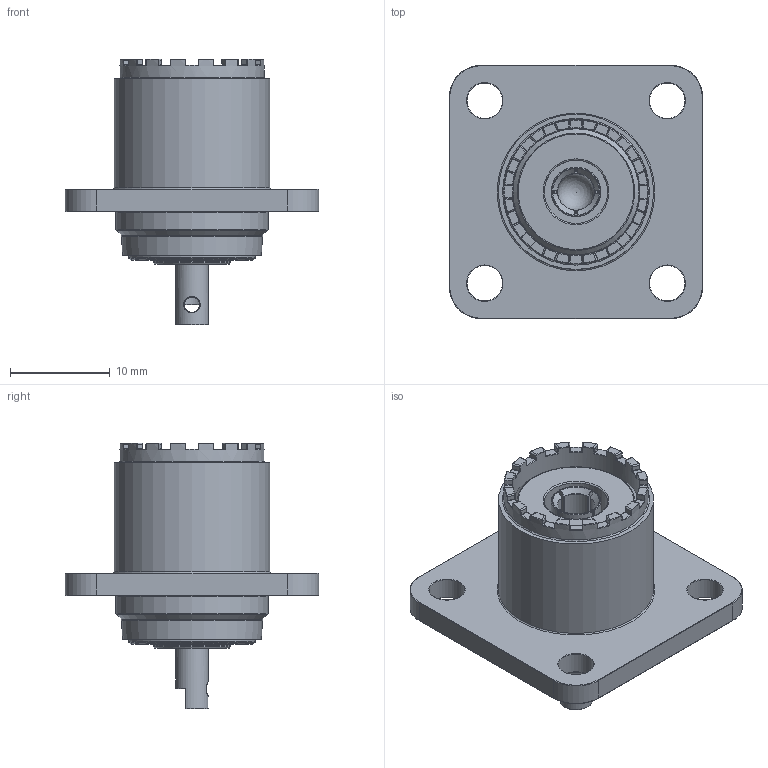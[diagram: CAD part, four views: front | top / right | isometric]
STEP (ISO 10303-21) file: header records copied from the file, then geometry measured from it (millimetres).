
FILE_DESCRIPTION(/* description */ (''),/* implementation_level */ '2;1');
FILE_NAME(/* name */ 'RS-SO-239.stp',/* time_stamp */ '2015-01-21T18:51:45-05:00',/* author */ ('Bail'),/* organization */ (''),/* preprocessor_version */ 'ST-DEVELOPER v15.2',/* originating_system */ 'Autodesk Inventor 2014',/* authorisation */ '');
FILE_SCHEMA (('AUTOMOTIVE_DESIGN { 1 0 10303 214 3 1 1 }'));
Length unit declared in the file: inch
Products named in the file (4): Outer; middle; inner; RS-SO-239
Bounding box: 25.4 x 25.4 x 26.64 mm (x, y, z)
Volume: 4051.8 mm3; surface area: 4658.6 mm2
Topology: 3 solids, 3 shells, 711 faces, 1699 edges, 982 vertices
Faces by surface type: bspline 215, cylinder 197, plane 136, torus 121, sphere 34, cone 8
Full cylindrical faces by diameter (mm): 1.524 x1, 2.438 x1, 3.302 x1, 3.556 x4, 3.683 x1, 4.953 x2, 6.35 x2, 7.62 x1, 12.7 x2, 14.148 x1, 14.453 x1, 15.24 x1, 15.558 x1
Entity records: 24765 total; most frequent: CARTESIAN_POINT 9838, ORIENTED_EDGE 3220, DIRECTION 2791, EDGE_CURVE 1610, AXIS2_PLACEMENT_3D 1135, VERTEX_POINT 967, EDGE_LOOP 787, ADVANCED_FACE 711
